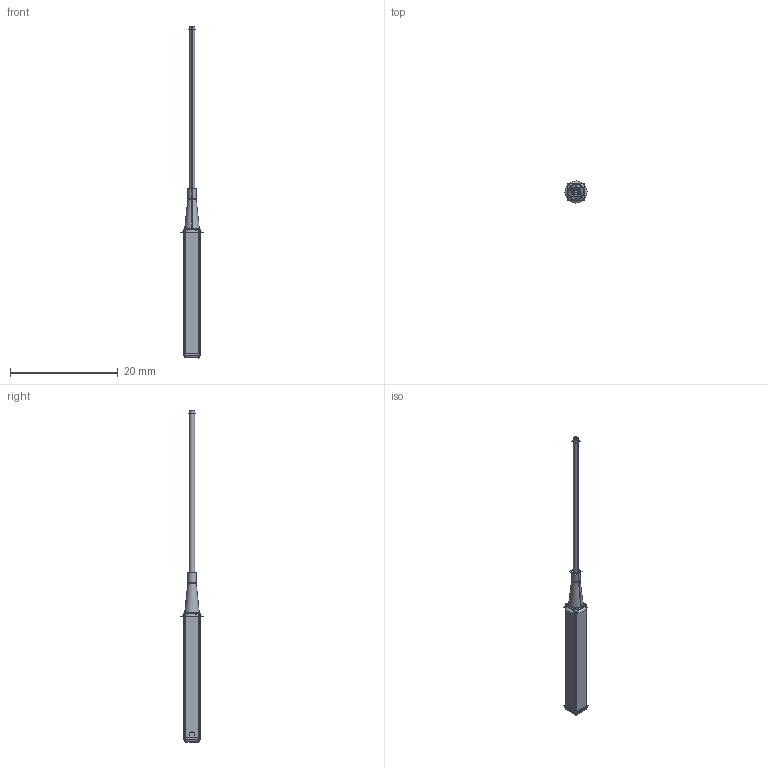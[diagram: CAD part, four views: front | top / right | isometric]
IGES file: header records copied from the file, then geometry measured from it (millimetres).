
Start section:  PTC IGES file: 161875.igs
Global section: file name: 161875.igs; native system: Creo Parametric by Parametric Technology Corporation; preprocessor: 2013230; author: pdmadmin; organization: Unknown; date: 20160105.122559; units: millimetre
Bounding box: 4.1 x 4.1 x 61.74 mm (x, y, z)
Volume: 267.7 mm3; surface area: 4891.4 mm2
Topology: 7 solids, 11 shells, 420 faces, 2387 edges, 3213 vertices
Faces by surface type: revolution 256, bspline 164
